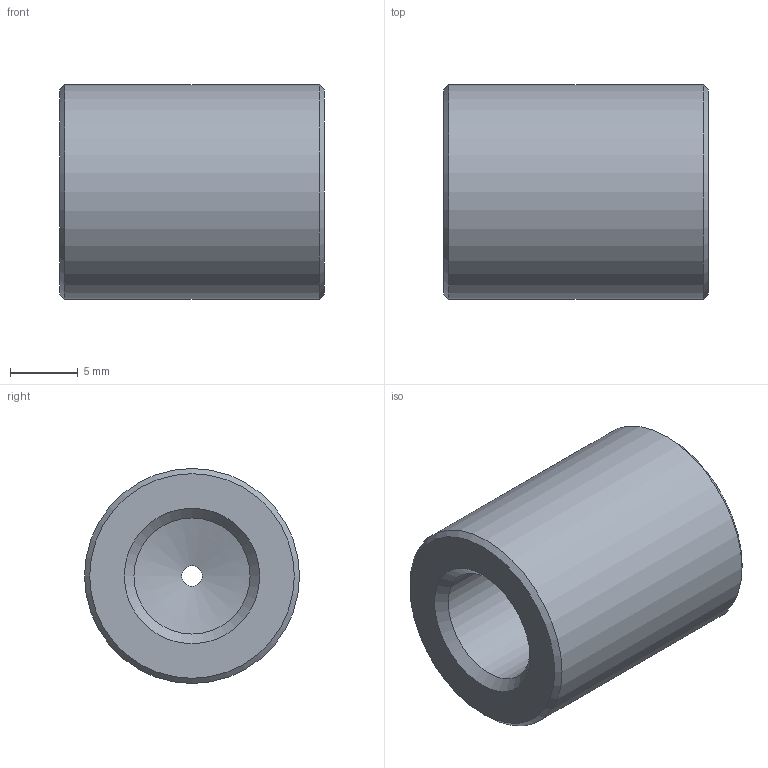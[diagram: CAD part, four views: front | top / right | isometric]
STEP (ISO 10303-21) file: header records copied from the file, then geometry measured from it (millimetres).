
FILE_DESCRIPTION(/* description */ ('Pipe adapter, female 1/4-28 to female NPT'),/* implementation_level */ '2;1');
FILE_NAME(/* name */ '312786-CFPA2PK Pipe adapter female to female NPT.stp',/* time_stamp */ '2016-05-04T15:30:26+02:00',/* author */ ('Franzp'),/* organization */ (''),/* preprocessor_version */ 'ST-DEVELOPER v15.6',/* originating_system */ 'Autodesk Inventor 2015',/* authorisation */ '');
FILE_SCHEMA (('AUTOMOTIVE_DESIGN { 1 0 10303 214 3 1 1 }'));
Length unit declared in the file: millimetre
Products named in the file (1): 312786
Bounding box: 19.56 x 15.88 x 15.88 mm (x, y, z)
Volume: 3077.5 mm3; surface area: 1736.3 mm2
Topology: 1 solids, 1 shells, 12 faces, 21 edges, 12 vertices
Faces by surface type: cone 5, cylinder 4, plane 3
Full cylindrical faces by diameter (mm): 1.524 x1, 5.359 x1, 8.566 x1, 15.875 x1
Entity records: 280 total; most frequent: DIRECTION 50, CARTESIAN_POINT 37, AXIS2_PLACEMENT_3D 25, EDGE_LOOP 24, ORIENTED_EDGE 24, FACE_BOUND 12, FACE_OUTER_BOUND 12, CIRCLE 12
